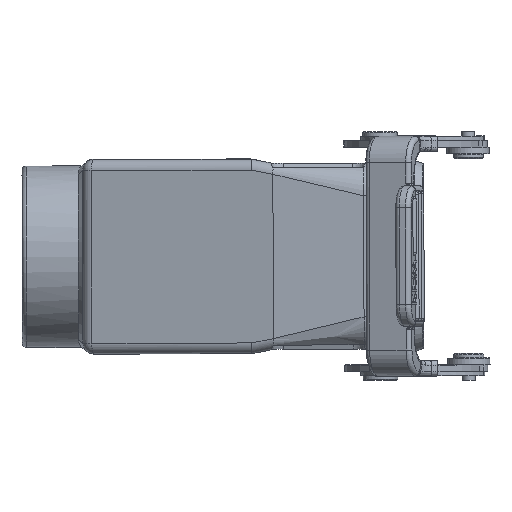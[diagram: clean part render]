
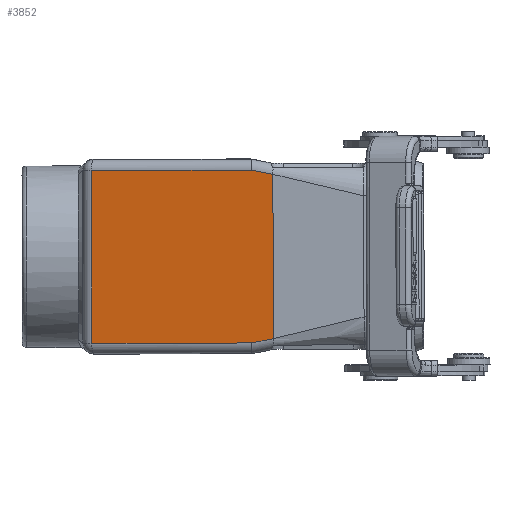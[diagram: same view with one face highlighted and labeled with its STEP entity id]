
A CAD part, left-side view. The second image highlights one B-rep face of the part: STEP entity #3852.
In plain terms, the highlighted planar face has unit normal (-0.982, 0.19, -0.001).
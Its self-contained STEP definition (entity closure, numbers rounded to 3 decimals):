
#3852=ADVANCED_FACE('NONE',(#6181),#5117,.F.);
#5117=PLANE('',#28378);
#6181=FACE_OUTER_BOUND('',#7774,.T.);
#7774=EDGE_LOOP('',(#12289,#12290,#12291,#12292,#12293,#12294));
#12289=ORIENTED_EDGE('',*,*,#20909,.F.);
#12290=ORIENTED_EDGE('',*,*,#20848,.F.);
#12291=ORIENTED_EDGE('',*,*,#20910,.F.);
#12292=ORIENTED_EDGE('',*,*,#20904,.T.);
#12293=ORIENTED_EDGE('',*,*,#20843,.T.);
#12294=ORIENTED_EDGE('',*,*,#20888,.F.);
#17770=VERTEX_POINT('',#44320);
#17772=VERTEX_POINT('',#44369);
#17774=VERTEX_POINT('',#44440);
#17775=VERTEX_POINT('',#44442);
#17796=VERTEX_POINT('',#44538);
#17802=VERTEX_POINT('',#44646);
#20843=EDGE_CURVE('NONE',#17770,#17772,#23795,.T.);
#20848=EDGE_CURVE('NONE',#17774,#17775,#23796,.T.);
#20888=EDGE_CURVE('NONE',#17796,#17772,#23812,.T.);
#20904=EDGE_CURVE('NONE',#17802,#17770,#23820,.T.);
#20909=EDGE_CURVE('NONE',#17775,#17796,#23824,.T.);
#20910=EDGE_CURVE('NONE',#17802,#17774,#23825,.T.);
#23795=LINE('',#44368,#26003);
#23796=LINE('',#44441,#26004);
#23812=LINE('',#44539,#26020);
#23820=LINE('',#44645,#26028);
#23824=LINE('',#44674,#26032);
#23825=LINE('',#44675,#26033);
#26003=VECTOR('',#33017,1.);
#26004=VECTOR('',#33022,1.);
#26020=VECTOR('',#33108,1.);
#26028=VECTOR('',#33142,1.);
#26032=VECTOR('',#33152,1.);
#26033=VECTOR('',#33153,1.);
#28378=AXIS2_PLACEMENT_3D('',#44676,#33154,#33155);
#33017=DIRECTION('',(-0.001,0.002,1.));
#33022=DIRECTION('',(-0.001,0.002,1.));
#33108=DIRECTION('',(-0.186,-0.964,-0.191));
#33142=DIRECTION('',(-0.187,-0.963,0.195));
#33152=DIRECTION('',(-0.19,-0.982,0.002));
#33153=DIRECTION('',(0.19,0.982,-0.002));
#33154=DIRECTION('',(0.982,-0.19,0.001));
#33155=DIRECTION('',(0.19,0.982,0.));
#44320=CARTESIAN_POINT('',(8.242,13.624,-38.956));
#44368=CARTESIAN_POINT('',(8.23,13.664,-19.953));
#44369=CARTESIAN_POINT('',(8.219,13.706,-0.952));
#44440=CARTESIAN_POINT('',(16.375,55.603,-40.039));
#44441=CARTESIAN_POINT('',(16.363,55.647,-20.039));
#44442=CARTESIAN_POINT('',(16.35,55.69,-0.039));
#44538=CARTESIAN_POINT('',(9.184,18.694,0.037));
#44539=CARTESIAN_POINT('',(11.449,30.398,2.352));
#44645=CARTESIAN_POINT('',(11.476,30.301,-42.329));
#44646=CARTESIAN_POINT('',(9.206,18.595,-39.963));
#44674=CARTESIAN_POINT('',(12.284,34.699,0.004));
#44675=CARTESIAN_POINT('',(14.687,46.892,-40.021));
#44676=CARTESIAN_POINT('',(12.296,34.655,-19.996));
